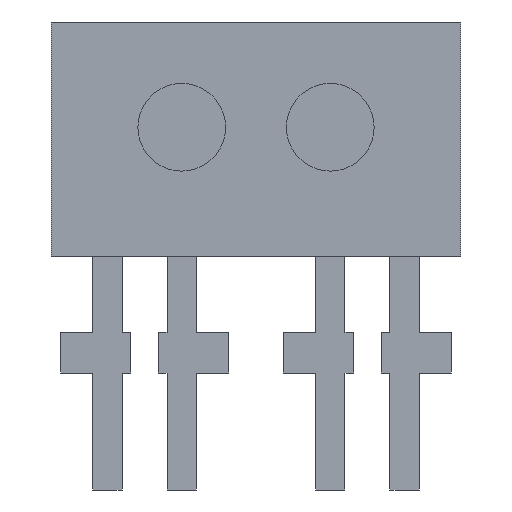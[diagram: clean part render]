
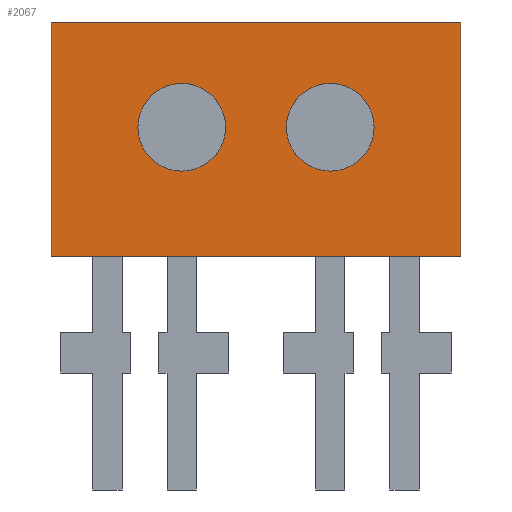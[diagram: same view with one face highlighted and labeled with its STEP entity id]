
A CAD part, front view. The second image highlights one B-rep face of the part: STEP entity #2067.
In plain terms, the highlighted planar face has unit normal (0, -1, 0).
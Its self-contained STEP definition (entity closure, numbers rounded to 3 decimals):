
#1948 = VERTEX_POINT('',#1949);
#1949 = CARTESIAN_POINT('',(-3.5,-1.125,2.003));
#1955 = EDGE_CURVE('',#1956,#1948,#1958,.T.);
#1956 = VERTEX_POINT('',#1957);
#1957 = CARTESIAN_POINT('',(-3.5,-1.125,6.003));
#1958 = LINE('',#1959,#1960);
#1959 = CARTESIAN_POINT('',(-3.5,-1.125,2.003));
#1960 = VECTOR('',#1961,1.);
#1961 = DIRECTION('',(-0.,0.,-1.));
#1996 = VERTEX_POINT('',#1997);
#1997 = CARTESIAN_POINT('',(3.5,-1.125,2.003));
#2003 = EDGE_CURVE('',#1948,#1996,#2004,.T.);
#2004 = LINE('',#2005,#2006);
#2005 = CARTESIAN_POINT('',(-3.5,-1.125,2.003));
#2006 = VECTOR('',#2007,1.);
#2007 = DIRECTION('',(1.,0.,0.));
#2027 = VERTEX_POINT('',#2028);
#2028 = CARTESIAN_POINT('',(3.5,-1.125,6.003));
#2034 = EDGE_CURVE('',#1996,#2027,#2035,.T.);
#2035 = LINE('',#2036,#2037);
#2036 = CARTESIAN_POINT('',(3.5,-1.125,2.003));
#2037 = VECTOR('',#2038,1.);
#2038 = DIRECTION('',(0.,0.,1.));
#2056 = EDGE_CURVE('',#2027,#1956,#2057,.T.);
#2057 = LINE('',#2058,#2059);
#2058 = CARTESIAN_POINT('',(-3.5,-1.125,6.003));
#2059 = VECTOR('',#2060,1.);
#2060 = DIRECTION('',(-1.,0.,-0.));
#2067 = ADVANCED_FACE('',(#2068),#2074,.F.);
#2068 = FACE_BOUND('',#2069,.T.);
#2069 = EDGE_LOOP('',(#2070,#2071,#2072,#2073));
#2070 = ORIENTED_EDGE('',*,*,#1955,.T.);
#2071 = ORIENTED_EDGE('',*,*,#2003,.T.);
#2072 = ORIENTED_EDGE('',*,*,#2034,.T.);
#2073 = ORIENTED_EDGE('',*,*,#2056,.T.);
#2074 = PLANE('',#2075);
#2075 = AXIS2_PLACEMENT_3D('',#2076,#2077,#2078);
#2076 = CARTESIAN_POINT('',(-3.5,-1.125,2.003));
#2077 = DIRECTION('',(0.,1.,0.));
#2078 = DIRECTION('',(-1.,0.,0.));
